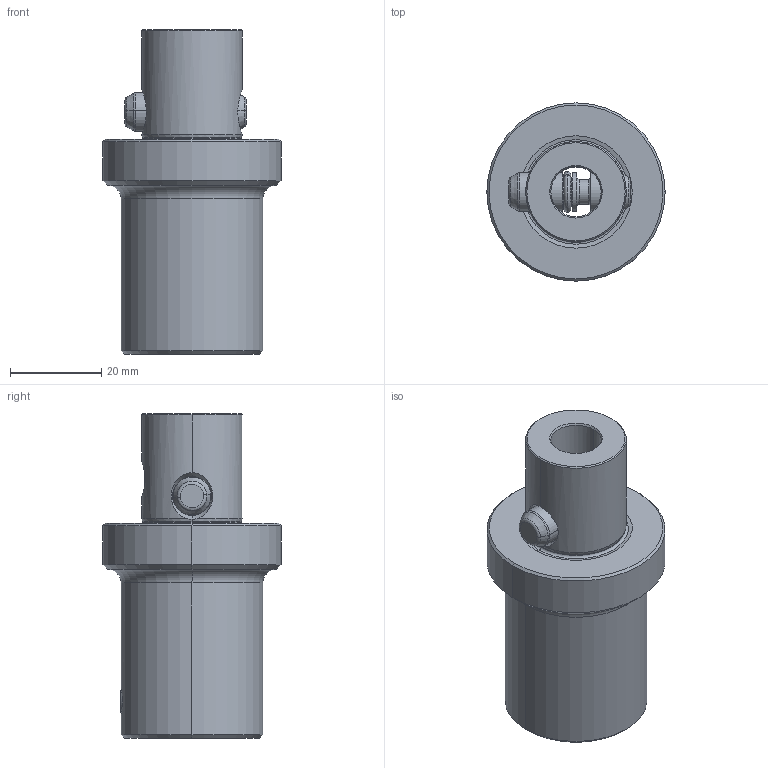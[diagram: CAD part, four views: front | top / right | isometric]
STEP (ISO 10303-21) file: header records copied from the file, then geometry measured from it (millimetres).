
FILE_DESCRIPTION(('no description'),'unknown implementation level');
FILE_NAME('4FC12FD4-9B54-409A-91E4-BE40B0DC21E1_export.stp',' ',('CIMSOURCE GmbH'),('CADClick - KiM GmbH - www.kimweb.de'),'unknown preprocess','ACIS','unknown authorization');
FILE_SCHEMA(('automotive_design'));
Length unit declared in the file: millimetre
Products named in the file (4): 332.430 Kaiser CK4 X CK3 X 75|332.430 Kaiser CK4 X CK3 X 75_Standard;NONE; 332.430 Kaiser CK4 X CK3 X 75|690.433 Kaiser ETL M6 X 8,5 CK3_Standard;NONE; 332.430 Kaiser CK4 X CK3 X 75|691.504 Kaiser ETL �8,5 X 27K_Standard|692.286 O-Ring 6x1.5_Standard;NONE; 332.430 Kaiser CK4 X CK3 X 75|691.504 Kaiser ETL �8,5 X 27K_Standard|691.524_Standard;NONE
Bounding box: 39 x 39 x 71 mm (x, y, z)
Volume: 38701.9 mm3; surface area: 12710.6 mm2
Topology: 4 solids, 4 shells, 145 faces, 324 edges, 185 vertices
Faces by surface type: cone 48, cylinder 38, plane 33, torus 26
Entity records: 8333 total; most frequent: CARTESIAN_POINT 1267, DIRECTION 756, STYLED_ITEM 656, PRESENTATION_STYLE_ASSIGNMENT 656, COLOUR_RGB 656, ORIENTED_EDGE 644, EDGE_CURVE 322, CURVE_STYLE 322
